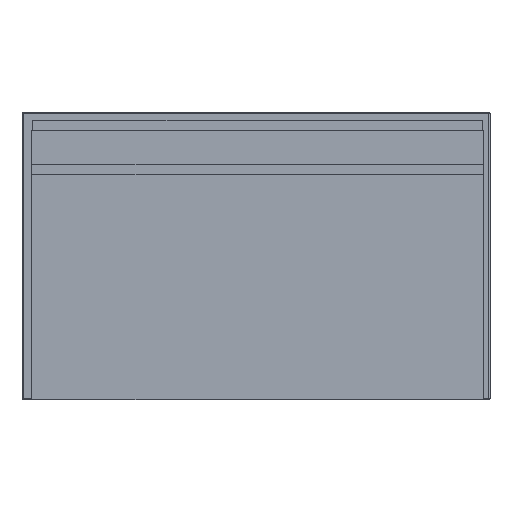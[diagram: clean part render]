
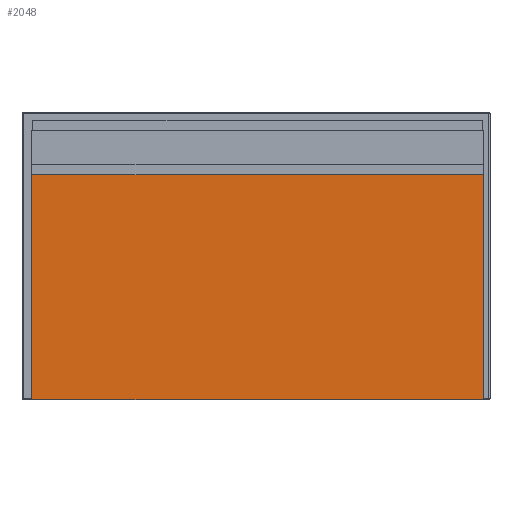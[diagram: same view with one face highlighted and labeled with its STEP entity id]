
A CAD part, front view. The second image highlights one B-rep face of the part: STEP entity #2048.
In plain terms, the highlighted planar face has unit normal (0, -1, 0).
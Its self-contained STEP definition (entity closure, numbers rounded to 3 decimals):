
#138 = VERTEX_POINT ( 'NONE', #1679 ) ;
#151 = LINE ( 'NONE', #5775, #3848 ) ;
#643 = VERTEX_POINT ( 'NONE', #6482 ) ;
#728 = DIRECTION ( 'NONE',  ( 0., 0., 1. ) ) ;
#765 = PLANE ( 'NONE',  #5451 ) ;
#825 = DIRECTION ( 'NONE',  ( 0., 0., -1. ) ) ;
#1024 = CARTESIAN_POINT ( 'NONE',  ( 750.441, -490.1, 368.1 ) ) ;
#1528 = VECTOR ( 'NONE', #728, 1000. ) ;
#1679 = CARTESIAN_POINT ( 'NONE',  ( 369., -490.1, 0. ) ) ;
#1782 = VECTOR ( 'NONE', #4623, 1000. ) ;
#2032 = DIRECTION ( 'NONE',  ( -1., 0., 0. ) ) ;
#2048 = ADVANCED_FACE ( 'NONE', ( #2273 ), #765, .T. ) ;
#2060 = ORIENTED_EDGE ( 'NONE', *, *, #4555, .T. ) ;
#2068 = VERTEX_POINT ( 'NONE', #3398 ) ;
#2273 = FACE_OUTER_BOUND ( 'NONE', #3257, .T. ) ;
#2920 = DIRECTION ( 'NONE',  ( 0., -1., 0. ) ) ;
#3006 = LINE ( 'NONE', #5365, #1528 ) ;
#3195 = VERTEX_POINT ( 'NONE', #3230 ) ;
#3230 = CARTESIAN_POINT ( 'NONE',  ( 369., -490.1, 368.1 ) ) ;
#3257 = EDGE_LOOP ( 'NONE', ( #3732, #2060, #5594, #4119 ) ) ;
#3398 = CARTESIAN_POINT ( 'NONE',  ( -369., -490.1, 368.1 ) ) ;
#3448 = CARTESIAN_POINT ( 'NONE',  ( 369., -490.1, 0. ) ) ;
#3708 = EDGE_CURVE ( 'NONE', #3195, #138, #4130, .T. ) ;
#3732 = ORIENTED_EDGE ( 'NONE', *, *, #3708, .F. ) ;
#3848 = VECTOR ( 'NONE', #6254, 1000. ) ;
#4073 = LINE ( 'NONE', #1024, #4696 ) ;
#4119 = ORIENTED_EDGE ( 'NONE', *, *, #4675, .F. ) ;
#4130 = LINE ( 'NONE', #3448, #1782 ) ;
#4393 = CARTESIAN_POINT ( 'NONE',  ( 750.441, -490.1, 0. ) ) ;
#4555 = EDGE_CURVE ( 'NONE', #3195, #2068, #4073, .T. ) ;
#4623 = DIRECTION ( 'NONE',  ( 0., 0., -1. ) ) ;
#4675 = EDGE_CURVE ( 'NONE', #138, #643, #151, .T. ) ;
#4696 = VECTOR ( 'NONE', #2032, 1000. ) ;
#5365 = CARTESIAN_POINT ( 'NONE',  ( -369., -490.1, 0. ) ) ;
#5451 = AXIS2_PLACEMENT_3D ( 'NONE', #4393, #2920, #825 ) ;
#5594 = ORIENTED_EDGE ( 'NONE', *, *, #6432, .F. ) ;
#5775 = CARTESIAN_POINT ( 'NONE',  ( 750.441, -490.1, 0. ) ) ;
#6254 = DIRECTION ( 'NONE',  ( -1., 0., 0. ) ) ;
#6432 = EDGE_CURVE ( 'NONE', #643, #2068, #3006, .T. ) ;
#6482 = CARTESIAN_POINT ( 'NONE',  ( -369., -490.1, 0. ) ) ;
